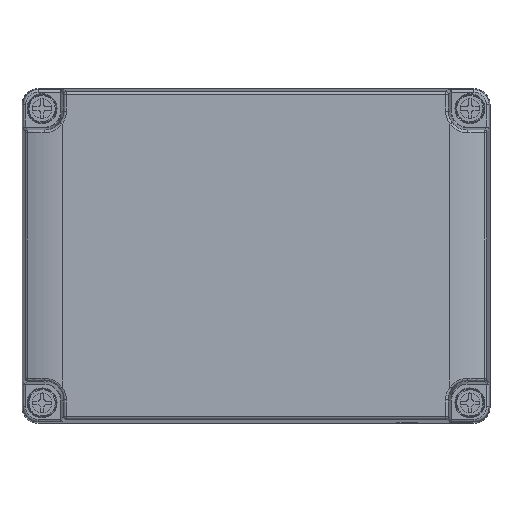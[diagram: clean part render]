
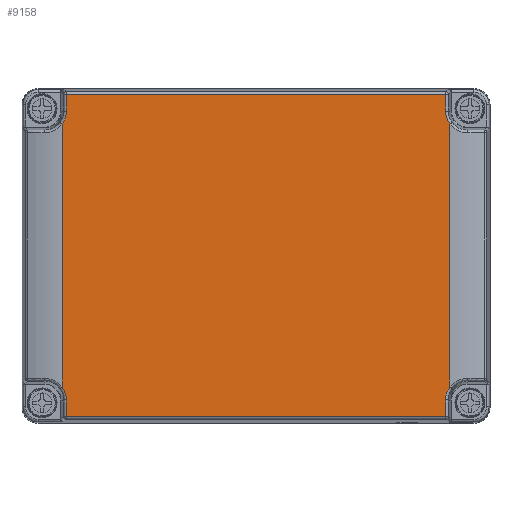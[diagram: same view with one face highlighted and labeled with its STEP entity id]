
A CAD part, top view. The second image highlights one B-rep face of the part: STEP entity #9158.
In plain terms, the highlighted planar face has unit normal (0, 0, 1).
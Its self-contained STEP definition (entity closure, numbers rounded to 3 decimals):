
#9049=AXIS2_PLACEMENT_3D('Plane Axis2P3D',#9046,#9047,#9048) ;
#9053=AXIS2_PLACEMENT_3D('Circle Axis2P3D',#9051,#9052,$) ;
#8055=CARTESIAN_POINT('Vertex',(158.401,2.292,125.)) ;
#8058=CARTESIAN_POINT('Line Origine',(160.5,2.292,125.)) ;
#8062=CARTESIAN_POINT('Vertex',(16.599,2.292,125.)) ;
#9046=CARTESIAN_POINT('Axis2P3D Location',(15.,0.,125.)) ;
#9051=CARTESIAN_POINT('Axis2P3D Location',(8.5,116.5,125.)) ;
#9055=CARTESIAN_POINT('Vertex',(15.,111.668,125.)) ;
#9057=CARTESIAN_POINT('Vertex',(16.599,116.5,125.)) ;
#9060=CARTESIAN_POINT('Line Origine',(15.,62.5,125.)) ;
#9064=CARTESIAN_POINT('Vertex',(15.,13.332,125.)) ;
#9068=CARTESIAN_POINT('Control Point',(15.,13.332,125.)) ;
#9069=CARTESIAN_POINT('Control Point',(15.499,12.66,125.)) ;
#9070=CARTESIAN_POINT('Control Point',(15.911,11.925,125.)) ;
#9071=CARTESIAN_POINT('Control Point',(16.226,11.139,125.)) ;
#9072=CARTESIAN_POINT('Control Point',(16.485,10.128,125.)) ;
#9073=CARTESIAN_POINT('Control Point',(16.581,9.097,125.)) ;
#9074=CARTESIAN_POINT('Control Point',(16.593,8.898,125.)) ;
#9075=CARTESIAN_POINT('Control Point',(16.599,8.699,125.)) ;
#9076=CARTESIAN_POINT('Control Point',(16.599,8.5,125.)) ;
#9077=CARTESIAN_POINT('Vertex',(16.599,8.5,125.)) ;
#9080=CARTESIAN_POINT('Line Origine',(16.599,5.396,125.)) ;
#9085=CARTESIAN_POINT('Line Origine',(158.401,5.396,125.)) ;
#9089=CARTESIAN_POINT('Vertex',(158.401,8.5,125.)) ;
#9093=CARTESIAN_POINT('Control Point',(158.401,8.5,125.)) ;
#9094=CARTESIAN_POINT('Control Point',(158.401,9.337,125.)) ;
#9095=CARTESIAN_POINT('Control Point',(158.509,10.173,125.)) ;
#9096=CARTESIAN_POINT('Control Point',(158.725,10.991,125.)) ;
#9097=CARTESIAN_POINT('Control Point',(159.12,11.957,125.)) ;
#9098=CARTESIAN_POINT('Control Point',(159.659,12.842,125.)) ;
#9099=CARTESIAN_POINT('Control Point',(159.768,13.009,125.)) ;
#9100=CARTESIAN_POINT('Control Point',(159.881,13.172,125.)) ;
#9101=CARTESIAN_POINT('Control Point',(160.,13.332,125.)) ;
#9102=CARTESIAN_POINT('Vertex',(160.,13.332,125.)) ;
#9105=CARTESIAN_POINT('Line Origine',(160.,62.5,125.)) ;
#9109=CARTESIAN_POINT('Vertex',(160.,111.668,125.)) ;
#9113=CARTESIAN_POINT('Control Point',(160.,111.668,125.)) ;
#9114=CARTESIAN_POINT('Control Point',(159.501,112.34,125.)) ;
#9115=CARTESIAN_POINT('Control Point',(159.089,113.075,125.)) ;
#9116=CARTESIAN_POINT('Control Point',(158.774,113.861,125.)) ;
#9117=CARTESIAN_POINT('Control Point',(158.515,114.872,125.)) ;
#9118=CARTESIAN_POINT('Control Point',(158.419,115.903,125.)) ;
#9119=CARTESIAN_POINT('Control Point',(158.407,116.102,125.)) ;
#9120=CARTESIAN_POINT('Control Point',(158.401,116.301,125.)) ;
#9121=CARTESIAN_POINT('Control Point',(158.401,116.5,125.)) ;
#9122=CARTESIAN_POINT('Vertex',(158.401,116.5,125.)) ;
#9125=CARTESIAN_POINT('Line Origine',(158.401,119.604,125.)) ;
#9129=CARTESIAN_POINT('Vertex',(158.401,122.708,125.)) ;
#9132=CARTESIAN_POINT('Line Origine',(87.5,122.708,125.)) ;
#9136=CARTESIAN_POINT('Vertex',(16.599,122.708,125.)) ;
#9139=CARTESIAN_POINT('Line Origine',(16.599,119.604,125.)) ;
#8059=DIRECTION('Vector Direction',(-1.,0.,0.)) ;
#9047=DIRECTION('Axis2P3D Direction',(0.,0.,1.)) ;
#9048=DIRECTION('Axis2P3D XDirection',(1.,0.,0.)) ;
#9052=DIRECTION('Axis2P3D Direction',(0.,0.,1.)) ;
#9061=DIRECTION('Vector Direction',(0.,1.,0.)) ;
#9081=DIRECTION('Vector Direction',(0.,-1.,0.)) ;
#9086=DIRECTION('Vector Direction',(0.,1.,0.)) ;
#9106=DIRECTION('Vector Direction',(0.,1.,0.)) ;
#9126=DIRECTION('Vector Direction',(0.,1.,0.)) ;
#9133=DIRECTION('Vector Direction',(1.,0.,0.)) ;
#9140=DIRECTION('Vector Direction',(0.,1.,0.)) ;
#8060=VECTOR('Line Direction',#8059,1.) ;
#9062=VECTOR('Line Direction',#9061,1.) ;
#9082=VECTOR('Line Direction',#9081,1.) ;
#9087=VECTOR('Line Direction',#9086,1.) ;
#9107=VECTOR('Line Direction',#9106,1.) ;
#9127=VECTOR('Line Direction',#9126,1.) ;
#9134=VECTOR('Line Direction',#9133,1.) ;
#9141=VECTOR('Line Direction',#9140,1.) ;
#9145=ORIENTED_EDGE('',*,*,#9059,.F.) ;
#9146=ORIENTED_EDGE('',*,*,#9066,.F.) ;
#9147=ORIENTED_EDGE('',*,*,#9079,.T.) ;
#9148=ORIENTED_EDGE('',*,*,#9084,.T.) ;
#9149=ORIENTED_EDGE('',*,*,#8064,.F.) ;
#9150=ORIENTED_EDGE('',*,*,#9091,.T.) ;
#9151=ORIENTED_EDGE('',*,*,#9104,.T.) ;
#9152=ORIENTED_EDGE('',*,*,#9111,.T.) ;
#9153=ORIENTED_EDGE('',*,*,#9124,.T.) ;
#9154=ORIENTED_EDGE('',*,*,#9131,.T.) ;
#9155=ORIENTED_EDGE('',*,*,#9138,.F.) ;
#9156=ORIENTED_EDGE('',*,*,#9143,.F.) ;
#9158=ADVANCED_FACE('DE_MPC_12-17-12\\MANIFOLD_SOLID_BREP #49698',(#9157),#9050,.T.) ;
#9067=B_SPLINE_CURVE_WITH_KNOTS('',5,(#9068,#9069,#9070,#9071,#9072,#9073,#9074,#9075,#9076),.UNSPECIFIED.,.F.,.U.,(6,3,6),(0.,5.915,7.321),.UNSPECIFIED.) ;
#9092=B_SPLINE_CURVE_WITH_KNOTS('',5,(#9093,#9094,#9095,#9096,#9097,#9098,#9099,#9100,#9101),.UNSPECIFIED.,.F.,.U.,(6,3,6),(0.,5.915,7.321),.UNSPECIFIED.) ;
#9112=B_SPLINE_CURVE_WITH_KNOTS('',5,(#9113,#9114,#9115,#9116,#9117,#9118,#9119,#9120,#9121),.UNSPECIFIED.,.F.,.U.,(6,3,6),(0.,5.915,7.321),.UNSPECIFIED.) ;
#9054=CIRCLE('generated circle',#9053,8.099) ;
#8064=EDGE_CURVE('',#8056,#8063,#8061,.T.) ;
#9059=EDGE_CURVE('',#9056,#9058,#9054,.T.) ;
#9066=EDGE_CURVE('',#9065,#9056,#9063,.T.) ;
#9079=EDGE_CURVE('',#9065,#9078,#9067,.T.) ;
#9084=EDGE_CURVE('',#9078,#8063,#9083,.T.) ;
#9091=EDGE_CURVE('',#8056,#9090,#9088,.T.) ;
#9104=EDGE_CURVE('',#9090,#9103,#9092,.T.) ;
#9111=EDGE_CURVE('',#9103,#9110,#9108,.T.) ;
#9124=EDGE_CURVE('',#9110,#9123,#9112,.T.) ;
#9131=EDGE_CURVE('',#9123,#9130,#9128,.T.) ;
#9138=EDGE_CURVE('',#9137,#9130,#9135,.T.) ;
#9143=EDGE_CURVE('',#9058,#9137,#9142,.T.) ;
#9144=EDGE_LOOP('',(#9145,#9146,#9147,#9148,#9149,#9150,#9151,#9152,#9153,#9154,#9155,#9156)) ;
#9157=FACE_OUTER_BOUND('',#9144,.T.) ;
#8061=LINE('Line',#8058,#8060) ;
#9063=LINE('Line',#9060,#9062) ;
#9083=LINE('Line',#9080,#9082) ;
#9088=LINE('Line',#9085,#9087) ;
#9108=LINE('Line',#9105,#9107) ;
#9128=LINE('Line',#9125,#9127) ;
#9135=LINE('Line',#9132,#9134) ;
#9142=LINE('Line',#9139,#9141) ;
#9050=PLANE('',#9049) ;
#8056=VERTEX_POINT('',#8055) ;
#8063=VERTEX_POINT('',#8062) ;
#9056=VERTEX_POINT('',#9055) ;
#9058=VERTEX_POINT('',#9057) ;
#9065=VERTEX_POINT('',#9064) ;
#9078=VERTEX_POINT('',#9077) ;
#9090=VERTEX_POINT('',#9089) ;
#9103=VERTEX_POINT('',#9102) ;
#9110=VERTEX_POINT('',#9109) ;
#9123=VERTEX_POINT('',#9122) ;
#9130=VERTEX_POINT('',#9129) ;
#9137=VERTEX_POINT('',#9136) ;
